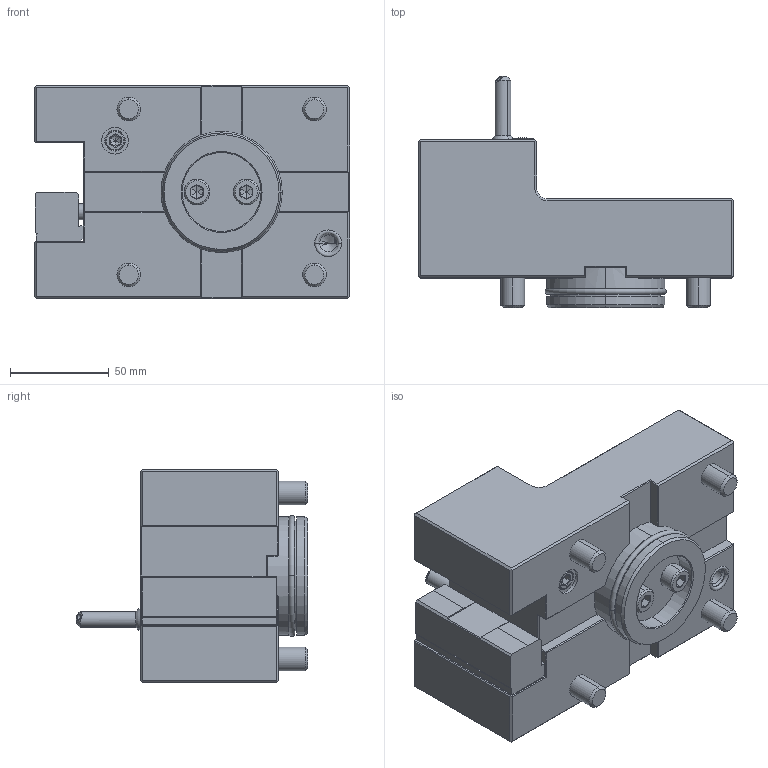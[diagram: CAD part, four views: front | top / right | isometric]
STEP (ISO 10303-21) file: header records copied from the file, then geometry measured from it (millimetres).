
FILE_DESCRIPTION((''),'2;1');
FILE_NAME('NGT_OD_60_25_70_MS','2021-10-18T',('vali'),('NOVA GRUP'),'PRO/ENGINEER BY PARAMETRIC TECHNOLOGY CORPORATION, 2010280','PRO/ENGINEER BY PARAMETRIC TECHNOLOGY CORPORATION, 2010280','');
FILE_SCHEMA(('CONFIG_CONTROL_DESIGN'));
Length unit declared in the file: millimetre
Products named in the file (1): NGT_OD_60_25_70_MS
Bounding box: 160 x 117.34 x 108 mm (x, y, z)
Volume: 860870 mm3; surface area: 82704.7 mm2
Topology: 2 solids, 2 shells, 272 faces, 652 edges, 393 vertices
Faces by surface type: plane 155, cylinder 65, cone 34, torus 10, bspline 6, sphere 2
Entity records: 8229 total; most frequent: CARTESIAN_POINT 1945, ORIENTED_EDGE 1288, DIRECTION 1269, EDGE_CURVE 644, VECTOR 443, LINE 443, AXIS2_PLACEMENT_3D 413, VERTEX_POINT 393
